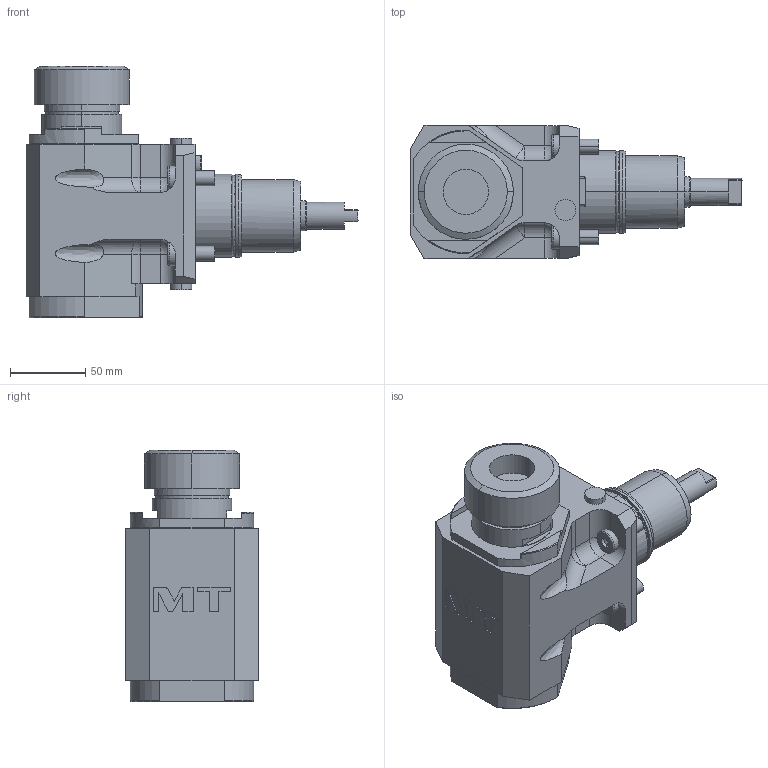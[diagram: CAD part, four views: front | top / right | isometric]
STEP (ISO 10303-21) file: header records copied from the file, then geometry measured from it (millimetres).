
FILE_DESCRIPTION((''),'2;1');
FILE_NAME('NKM1390240_CONF','2023-03-13T15:59:13',('smalpassi'),('M.T. srl'),'CREO PARAMETRIC BY PTC INC, 2021072','CREO PARAMETRIC BY PTC INC, 2021072','');
FILE_SCHEMA(('CONFIG_CONTROL_DESIGN'));
Length unit declared in the file: millimetre
Products named in the file (1): NKM1390240_CONF
Bounding box: 220 x 88 x 166.66 mm (x, y, z)
Volume: 1189532.7 mm3; surface area: 101865.9 mm2
Topology: 1 solids, 1 shells, 281 faces, 695 edges, 444 vertices
Faces by surface type: plane 127, cylinder 98, cone 26, torus 16, sphere 8, bspline 4, extrusion 2
Entity records: 9828 total; most frequent: CARTESIAN_POINT 3087, DIRECTION 1411, ORIENTED_EDGE 1374, EDGE_CURVE 687, AXIS2_PLACEMENT_3D 525, VERTEX_POINT 444, VECTOR 361, LINE 359
